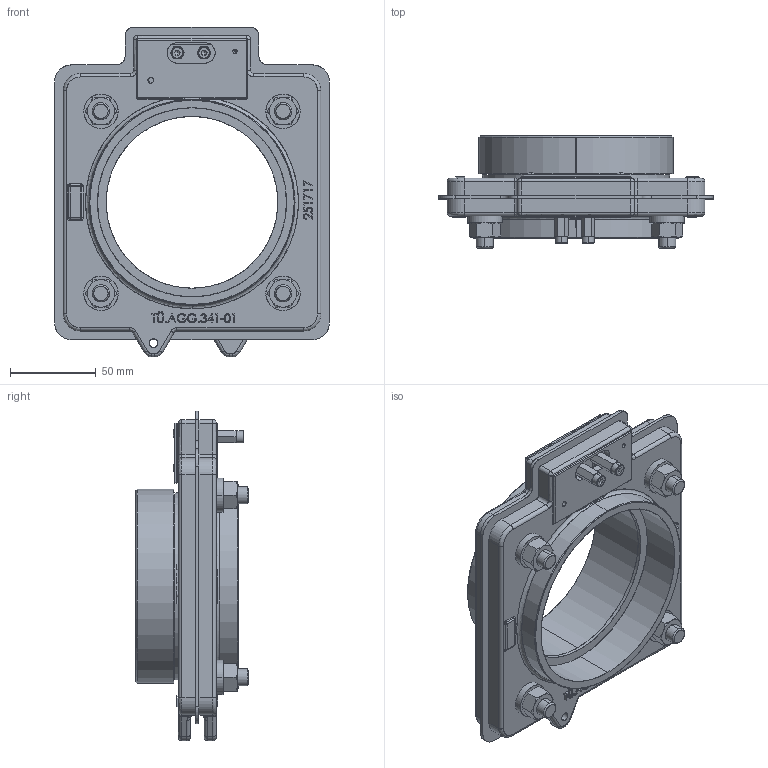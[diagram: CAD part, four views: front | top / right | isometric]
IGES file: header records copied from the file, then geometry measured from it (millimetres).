
Start section: SolidWorks IGES file using analytic representation for surfaces
Global section: file name: TAG-Adapter 4in_251724.IGS; native system: SolidWorks 2010; preprocessor: SolidWorks 2010; author: LarsenR; date: 120927.103607; units: millimetre
Bounding box: 160 x 65.85 x 192 mm (x, y, z)
Surface area: 144426.7 mm2 (no closed solid volume)
Topology: 0 solids, 0 shells, 932 faces, 12973 edges, 12953 vertices
Faces by surface type: bspline 684, revolution 248
